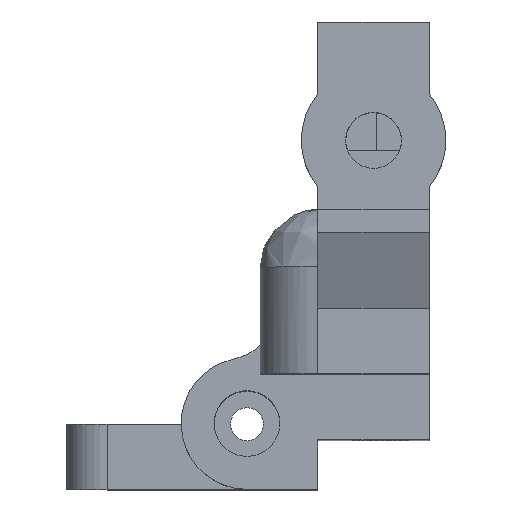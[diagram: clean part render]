
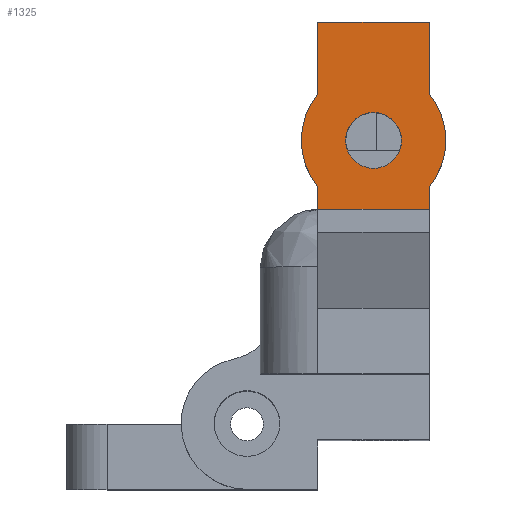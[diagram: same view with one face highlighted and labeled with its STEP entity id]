
A CAD part, top view. The second image highlights one B-rep face of the part: STEP entity #1325.
In plain terms, the highlighted planar face has unit normal (0, 0, 1).
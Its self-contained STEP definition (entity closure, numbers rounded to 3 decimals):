
#95=LINE('',#2040,#221);
#105=LINE('',#2061,#231);
#108=LINE('',#2068,#234);
#110=LINE('',#2072,#236);
#111=LINE('',#2076,#237);
#112=LINE('',#2077,#238);
#221=VECTOR('',#1620,10.);
#231=VECTOR('',#1634,10.);
#234=VECTOR('',#1641,10.);
#236=VECTOR('',#1645,10.);
#237=VECTOR('',#1648,10.);
#238=VECTOR('',#1649,10.);
#318=FACE_BOUND('',#416,.T.);
#339=FACE_OUTER_BOUND('',#415,.T.);
#415=EDGE_LOOP('',(#958,#959,#960,#961,#962,#963,#964,#965));
#416=EDGE_LOOP('',(#966));
#500=CIRCLE('',#1430,2.2);
#501=CIRCLE('',#1431,2.2);
#502=CIRCLE('',#1432,0.85);
#579=VERTEX_POINT('',#2037);
#580=VERTEX_POINT('',#2039);
#588=VERTEX_POINT('',#2059);
#589=VERTEX_POINT('',#2060);
#591=VERTEX_POINT('',#2067);
#592=VERTEX_POINT('',#2071);
#593=VERTEX_POINT('',#2073);
#594=VERTEX_POINT('',#2075);
#595=VERTEX_POINT('',#2079);
#719=EDGE_CURVE('',#580,#579,#95,.T.);
#729=EDGE_CURVE('',#588,#589,#105,.T.);
#733=EDGE_CURVE('',#591,#588,#108,.T.);
#735=EDGE_CURVE('',#589,#592,#110,.T.);
#736=EDGE_CURVE('',#592,#593,#500,.T.);
#737=EDGE_CURVE('',#593,#594,#111,.T.);
#738=EDGE_CURVE('',#594,#580,#112,.T.);
#739=EDGE_CURVE('',#579,#591,#501,.T.);
#740=EDGE_CURVE('',#595,#595,#502,.T.);
#958=ORIENTED_EDGE('',*,*,#729,.T.);
#959=ORIENTED_EDGE('',*,*,#735,.T.);
#960=ORIENTED_EDGE('',*,*,#736,.T.);
#961=ORIENTED_EDGE('',*,*,#737,.T.);
#962=ORIENTED_EDGE('',*,*,#738,.T.);
#963=ORIENTED_EDGE('',*,*,#719,.T.);
#964=ORIENTED_EDGE('',*,*,#739,.T.);
#965=ORIENTED_EDGE('',*,*,#733,.T.);
#966=ORIENTED_EDGE('',*,*,#740,.F.);
#1282=PLANE('',#1429);
#1325=ADVANCED_FACE('',(#339,#318),#1282,.T.);
#1429=AXIS2_PLACEMENT_3D('',#2070,#1643,#1644);
#1430=AXIS2_PLACEMENT_3D('',#2074,#1646,#1647);
#1431=AXIS2_PLACEMENT_3D('',#2078,#1650,#1651);
#1432=AXIS2_PLACEMENT_3D('',#2080,#1652,#1653);
#1620=DIRECTION('',(0.,1.,0.));
#1634=DIRECTION('',(-1.,0.,0.));
#1641=DIRECTION('',(0.,1.,0.));
#1643=DIRECTION('center_axis',(0.,0.,1.));
#1644=DIRECTION('ref_axis',(0.,-1.,0.));
#1645=DIRECTION('',(0.,-1.,0.));
#1646=DIRECTION('center_axis',(0.,0.,1.));
#1647=DIRECTION('ref_axis',(1.,0.,0.));
#1648=DIRECTION('',(0.,-1.,0.));
#1649=DIRECTION('',(1.,0.,0.));
#1650=DIRECTION('center_axis',(0.,0.,1.));
#1651=DIRECTION('ref_axis',(1.,0.,0.));
#1652=DIRECTION('center_axis',(0.,0.,1.));
#1653=DIRECTION('ref_axis',(-1.,0.,0.));
#2037=CARTESIAN_POINT('',(6.8,7.704,-1.5));
#2039=CARTESIAN_POINT('',(6.8,7.,-1.5));
#2040=CARTESIAN_POINT('',(6.8,9.75,-1.5));
#2059=CARTESIAN_POINT('',(6.8,12.7,-1.5));
#2060=CARTESIAN_POINT('',(3.4,12.7,-1.5));
#2061=CARTESIAN_POINT('',(5.1,12.7,-1.5));
#2067=CARTESIAN_POINT('',(6.8,10.496,-1.5));
#2068=CARTESIAN_POINT('',(6.8,9.75,-1.5));
#2070=CARTESIAN_POINT('Origin',(3.4,13.,-1.5));
#2071=CARTESIAN_POINT('',(3.4,10.496,-1.5));
#2072=CARTESIAN_POINT('',(3.4,9.75,-1.5));
#2073=CARTESIAN_POINT('',(3.4,7.704,-1.5));
#2074=CARTESIAN_POINT('Origin',(5.1,9.1,-1.5));
#2075=CARTESIAN_POINT('',(3.4,7.,-1.5));
#2076=CARTESIAN_POINT('',(3.4,9.75,-1.5));
#2077=CARTESIAN_POINT('',(3.4,7.,-1.5));
#2078=CARTESIAN_POINT('Origin',(5.1,9.1,-1.5));
#2079=CARTESIAN_POINT('',(5.95,9.1,-1.5));
#2080=CARTESIAN_POINT('Origin',(5.1,9.1,-1.5));
